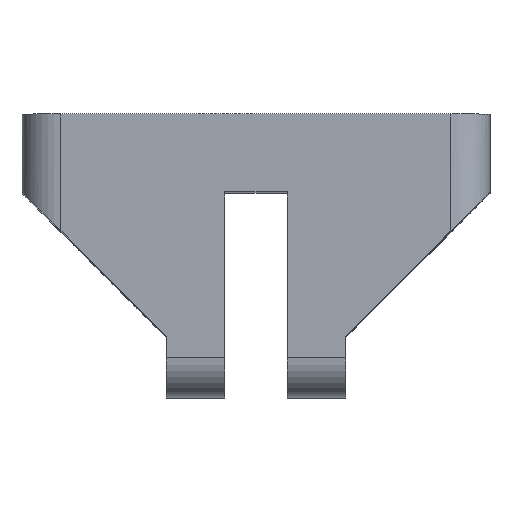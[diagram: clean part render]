
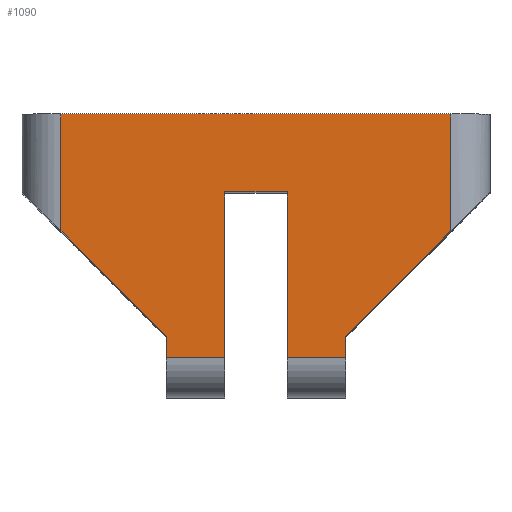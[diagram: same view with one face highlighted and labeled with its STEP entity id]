
A CAD part, top view. The second image highlights one B-rep face of the part: STEP entity #1090.
In plain terms, the highlighted planar face has unit normal (0, 0, 1).
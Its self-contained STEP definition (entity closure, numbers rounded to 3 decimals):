
#37=PLANE('',#1175);
#78=FACE_OUTER_BOUND('',#142,.T.);
#142=EDGE_LOOP('',(#777,#778,#779,#780,#781,#782,#783,#784,#785,#786,#787,
#788));
#219=LINE('',#1593,#333);
#224=LINE('',#1610,#338);
#231=LINE('',#1636,#345);
#232=LINE('',#1639,#346);
#233=LINE('',#1641,#347);
#234=LINE('',#1643,#348);
#235=LINE('',#1645,#349);
#236=LINE('',#1647,#350);
#237=LINE('',#1649,#351);
#238=LINE('',#1651,#352);
#239=LINE('',#1653,#353);
#240=LINE('',#1654,#354);
#333=VECTOR('',#1269,10.);
#338=VECTOR('',#1284,10.);
#345=VECTOR('',#1309,10.);
#346=VECTOR('',#1312,10.);
#347=VECTOR('',#1313,10.);
#348=VECTOR('',#1314,10.);
#349=VECTOR('',#1315,10.);
#350=VECTOR('',#1316,10.);
#351=VECTOR('',#1317,10.);
#352=VECTOR('',#1318,10.);
#353=VECTOR('',#1319,10.);
#354=VECTOR('',#1320,10.);
#486=VERTEX_POINT('',#1590);
#487=VERTEX_POINT('',#1592);
#494=VERTEX_POINT('',#1608);
#504=VERTEX_POINT('',#1634);
#505=VERTEX_POINT('',#1638);
#506=VERTEX_POINT('',#1640);
#507=VERTEX_POINT('',#1642);
#508=VERTEX_POINT('',#1644);
#509=VERTEX_POINT('',#1646);
#510=VERTEX_POINT('',#1648);
#511=VERTEX_POINT('',#1650);
#512=VERTEX_POINT('',#1652);
#590=EDGE_CURVE('',#486,#487,#219,.T.);
#599=EDGE_CURVE('',#494,#486,#224,.T.);
#612=EDGE_CURVE('',#504,#494,#231,.T.);
#613=EDGE_CURVE('',#504,#505,#232,.T.);
#614=EDGE_CURVE('',#505,#506,#233,.T.);
#615=EDGE_CURVE('',#507,#506,#234,.T.);
#616=EDGE_CURVE('',#508,#507,#235,.T.);
#617=EDGE_CURVE('',#509,#508,#236,.T.);
#618=EDGE_CURVE('',#509,#510,#237,.T.);
#619=EDGE_CURVE('',#511,#510,#238,.T.);
#620=EDGE_CURVE('',#512,#511,#239,.T.);
#621=EDGE_CURVE('',#487,#512,#240,.T.);
#777=ORIENTED_EDGE('',*,*,#590,.F.);
#778=ORIENTED_EDGE('',*,*,#599,.F.);
#779=ORIENTED_EDGE('',*,*,#612,.F.);
#780=ORIENTED_EDGE('',*,*,#613,.T.);
#781=ORIENTED_EDGE('',*,*,#614,.T.);
#782=ORIENTED_EDGE('',*,*,#615,.F.);
#783=ORIENTED_EDGE('',*,*,#616,.F.);
#784=ORIENTED_EDGE('',*,*,#617,.F.);
#785=ORIENTED_EDGE('',*,*,#618,.T.);
#786=ORIENTED_EDGE('',*,*,#619,.F.);
#787=ORIENTED_EDGE('',*,*,#620,.F.);
#788=ORIENTED_EDGE('',*,*,#621,.F.);
#1090=ADVANCED_FACE('',(#78),#37,.T.);
#1175=AXIS2_PLACEMENT_3D('',#1637,#1310,#1311);
#1269=DIRECTION('',(0.,-1.,0.));
#1284=DIRECTION('',(1.,0.,0.));
#1309=DIRECTION('',(0.,1.,0.));
#1310=DIRECTION('center_axis',(0.,0.,1.));
#1311=DIRECTION('ref_axis',(1.,0.,0.));
#1312=DIRECTION('',(0.707,-0.707,0.));
#1313=DIRECTION('',(0.,-1.,0.));
#1314=DIRECTION('',(-1.,0.,0.));
#1315=DIRECTION('',(0.,-1.,0.));
#1316=DIRECTION('',(-1.,0.,0.));
#1317=DIRECTION('',(0.,-1.,0.));
#1318=DIRECTION('',(-1.,0.,0.));
#1319=DIRECTION('',(0.,-1.,0.));
#1320=DIRECTION('',(-0.707,-0.707,0.));
#1590=CARTESIAN_POINT('',(10.,4.,20.));
#1592=CARTESIAN_POINT('',(10.,-2.,20.));
#1593=CARTESIAN_POINT('',(10.,0.,20.));
#1608=CARTESIAN_POINT('',(-10.,4.,20.));
#1610=CARTESIAN_POINT('',(12.,4.,20.));
#1634=CARTESIAN_POINT('',(-10.,-2.,20.));
#1636=CARTESIAN_POINT('',(-10.,0.,20.));
#1637=CARTESIAN_POINT('Origin',(-12.,0.,20.));
#1638=CARTESIAN_POINT('',(-4.6,-7.4,20.));
#1639=CARTESIAN_POINT('',(-12.,0.,20.));
#1640=CARTESIAN_POINT('',(-4.6,-8.5,20.));
#1641=CARTESIAN_POINT('',(-4.6,0.,20.));
#1642=CARTESIAN_POINT('',(-1.6,-8.5,20.));
#1643=CARTESIAN_POINT('',(-7.55,-8.5,20.));
#1644=CARTESIAN_POINT('',(-1.6,0.,20.));
#1645=CARTESIAN_POINT('',(-1.6,0.,20.));
#1646=CARTESIAN_POINT('',(1.6,0.,20.));
#1647=CARTESIAN_POINT('',(12.,0.,20.));
#1648=CARTESIAN_POINT('',(1.6,-8.5,20.));
#1649=CARTESIAN_POINT('',(1.6,0.,20.));
#1650=CARTESIAN_POINT('',(4.6,-8.5,20.));
#1651=CARTESIAN_POINT('',(-4.45,-8.5,20.));
#1652=CARTESIAN_POINT('',(4.6,-7.4,20.));
#1653=CARTESIAN_POINT('',(4.6,0.,20.));
#1654=CARTESIAN_POINT('',(12.,0.,20.));
